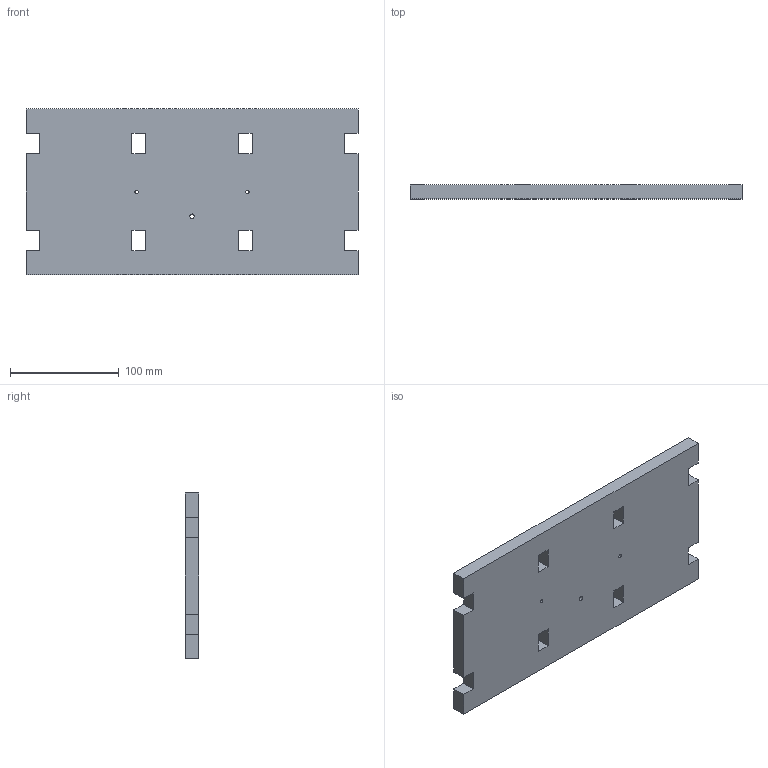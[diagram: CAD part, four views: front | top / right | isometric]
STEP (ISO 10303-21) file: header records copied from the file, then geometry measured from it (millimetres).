
FILE_DESCRIPTION(('HOOPS Exchange Step'),'2;1');
FILE_NAME('3aa405938bf18a73bf0ac3abbfd0bad520200328-3386-1xcs072.SLDPRT.step','2020-03-28T05:31:37+00:00',('converter2'),('Unknown organisation'),'HOOPS Exchange 2019.2','HOOPS Exchange','Unknown authorisation');
FILE_SCHEMA( ('AUTOMOTIVE_DESIGN { 1 0 10303 214 1 1 1 1 }') );
Length unit declared in the file: inch
Products named in the file (2): Default; 3aa405938bf18a73bf0ac3abbfd0bad520200328-3386-1xcs072
Assembly tree (1 placements, depth 2):
  3aa405938bf18a73bf0ac3abbfd0bad520200328-3386-1xcs072
    Default
Bounding box: 304.8 x 12.7 x 152.4 mm (x, y, z)
Volume: 564987.9 mm3; surface area: 105519 mm2
Topology: 1 solids, 1 shells, 41 faces, 117 edges, 78 vertices
Faces by surface type: plane 38, cylinder 3
Full cylindrical faces by diameter (mm): 3.175 x2, 4.064 x1
Entity records: 1398 total; most frequent: CARTESIAN_POINT 239, ORIENTED_EDGE 234, DIRECTION 211, EDGE_CURVE 117, VECTOR 111, LINE 111, VERTEX_POINT 78, EDGE_LOOP 55
